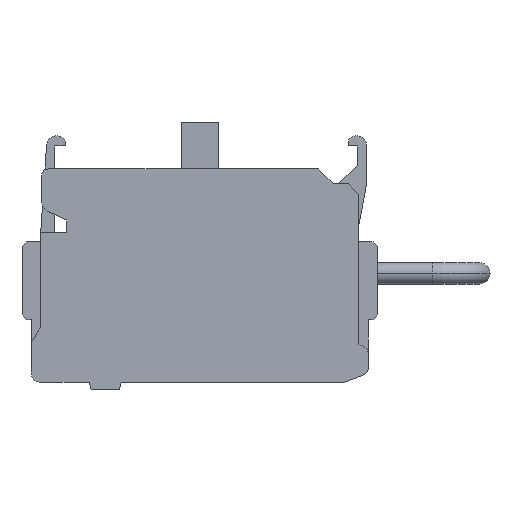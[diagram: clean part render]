
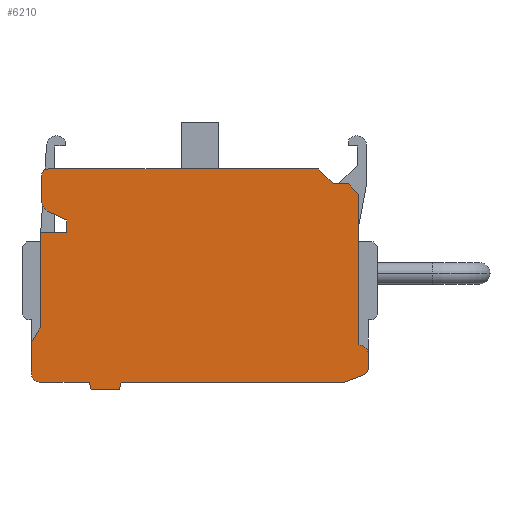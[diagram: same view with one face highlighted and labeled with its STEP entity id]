
A CAD part, left-side view. The second image highlights one B-rep face of the part: STEP entity #6210.
In plain terms, the highlighted planar face has unit normal (-1, 0, 0).
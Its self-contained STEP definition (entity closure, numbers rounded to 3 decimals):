
#5228=CARTESIAN_POINT('',(0.0,8.407,0.0));
#5229=VERTEX_POINT('',#5228);
#5230=CARTESIAN_POINT('',(0.0,8.607,-0.8));
#5231=VERTEX_POINT('',#5230);
#5232=CARTESIAN_POINT('',(0.,8.407,0.));
#5233=DIRECTION('',(0.,0.243,-0.97));
#5234=VECTOR('',#5233,0.825);
#5235=LINE('',#5232,#5234);
#5236=EDGE_CURVE('',#5229,#5231,#5235,.T.);
#5268=CARTESIAN_POINT('',(0.0,11.607,-0.8));
#5269=VERTEX_POINT('',#5268);
#5270=CARTESIAN_POINT('',(0.0,8.607,-0.8));
#5271=DIRECTION('',(0.0,1.0,0.0));
#5272=VECTOR('',#5271,3.0);
#5273=LINE('',#5270,#5272);
#5274=EDGE_CURVE('',#5231,#5269,#5273,.T.);
#5299=CARTESIAN_POINT('',(0.0,11.807,0.0));
#5300=VERTEX_POINT('',#5299);
#5301=CARTESIAN_POINT('',(0.,11.607,-0.8));
#5302=DIRECTION('',(0.,0.243,0.97));
#5303=VECTOR('',#5302,0.825);
#5304=LINE('',#5301,#5303);
#5305=EDGE_CURVE('',#5269,#5300,#5304,.T.);
#5331=CARTESIAN_POINT('',(0.0,17.,0.0));
#5332=VERTEX_POINT('',#5331);
#5333=CARTESIAN_POINT('',(0.0,11.807,0.0));
#5334=DIRECTION('',(0.0,1.0,0.0));
#5335=VECTOR('',#5334,5.193);
#5336=LINE('',#5333,#5335);
#5337=EDGE_CURVE('',#5300,#5332,#5336,.T.);
#5370=CARTESIAN_POINT('',(0.0,-15.425,0.0));
#5371=VERTEX_POINT('',#5370);
#5378=CARTESIAN_POINT('',(0.0,-15.425,0.0));
#5379=DIRECTION('',(0.0,1.0,0.0));
#5380=VECTOR('',#5379,23.832);
#5381=LINE('',#5378,#5380);
#5382=EDGE_CURVE('',#5371,#5229,#5381,.T.);
#5541=CARTESIAN_POINT('',(0.0,16.936,22.));
#5542=VERTEX_POINT('',#5541);
#5549=CARTESIAN_POINT('',(0.0,16.136,22.8));
#5550=VERTEX_POINT('',#5549);
#5551=CARTESIAN_POINT('',(0.0,16.136,22.));
#5552=DIRECTION('',(1.0,0.,0.));
#5553=DIRECTION('',(0.,0.707,0.707));
#5554=AXIS2_PLACEMENT_3D('',#5551,#5552,#5553);
#5555=CIRCLE('',#5554,0.8);
#5556=EDGE_CURVE('',#5542,#5550,#5555,.T.);
#5597=CARTESIAN_POINT('',(0.0,16.936,19.388));
#5598=VERTEX_POINT('',#5597);
#5605=CARTESIAN_POINT('',(0.,16.936,19.388));
#5606=DIRECTION('',(0.0,0.0,1.0));
#5607=VECTOR('',#5606,2.612);
#5608=LINE('',#5605,#5607);
#5609=EDGE_CURVE('',#5598,#5542,#5608,.T.);
#5646=CARTESIAN_POINT('',(0.0,16.274,18.293));
#5647=VERTEX_POINT('',#5646);
#5654=CARTESIAN_POINT('',(0.0,15.619,19.437));
#5655=DIRECTION('',(1.0,0.,0.));
#5656=DIRECTION('',(0.,0.856,-0.517));
#5657=AXIS2_PLACEMENT_3D('',#5654,#5655,#5656);
#5658=CIRCLE('',#5657,1.318);
#5659=EDGE_CURVE('',#5647,#5598,#5658,.T.);
#5695=CARTESIAN_POINT('',(0.0,14.223,17.347));
#5696=VERTEX_POINT('',#5695);
#5703=CARTESIAN_POINT('',(0.,14.223,17.347));
#5704=DIRECTION('',(0.,0.908,0.419));
#5705=VECTOR('',#5704,2.259);
#5706=LINE('',#5703,#5705);
#5707=EDGE_CURVE('',#5696,#5647,#5706,.T.);
#5720=CARTESIAN_POINT('',(0.0,14.223,15.989));
#5721=VERTEX_POINT('',#5720);
#5728=CARTESIAN_POINT('',(0.,14.223,15.989));
#5729=DIRECTION('',(0.0,0.0,1.0));
#5730=VECTOR('',#5729,1.358);
#5731=LINE('',#5728,#5730);
#5732=EDGE_CURVE('',#5721,#5696,#5731,.T.);
#5760=CARTESIAN_POINT('',(0.0,17.,15.989));
#5761=VERTEX_POINT('',#5760);
#5768=CARTESIAN_POINT('',(0.0,17.,15.989));
#5769=DIRECTION('',(0.0,-1.0,0.0));
#5770=VECTOR('',#5769,2.777);
#5771=LINE('',#5768,#5770);
#5772=EDGE_CURVE('',#5761,#5721,#5771,.T.);
#5789=CARTESIAN_POINT('',(0.0,18.,1.0));
#5790=VERTEX_POINT('',#5789);
#5791=CARTESIAN_POINT('',(0.0,17.,1.0));
#5792=DIRECTION('',(1.0,0.,0.));
#5793=DIRECTION('',(0.,0.707,-0.707));
#5794=AXIS2_PLACEMENT_3D('',#5791,#5792,#5793);
#5795=CIRCLE('',#5794,1.0);
#5796=EDGE_CURVE('',#5332,#5790,#5795,.T.);
#5822=CARTESIAN_POINT('',(0.0,18.,4.236));
#5823=VERTEX_POINT('',#5822);
#5824=CARTESIAN_POINT('',(0.,18.,1.0));
#5825=DIRECTION('',(0.0,0.0,1.0));
#5826=VECTOR('',#5825,3.236);
#5827=LINE('',#5824,#5826);
#5828=EDGE_CURVE('',#5790,#5823,#5827,.T.);
#5853=CARTESIAN_POINT('',(0.0,17.,5.931));
#5854=VERTEX_POINT('',#5853);
#5855=CARTESIAN_POINT('',(0.,18.,4.236));
#5856=DIRECTION('',(0.,-0.508,0.861));
#5857=VECTOR('',#5856,1.968);
#5858=LINE('',#5855,#5857);
#5859=EDGE_CURVE('',#5823,#5854,#5858,.T.);
#5884=CARTESIAN_POINT('',(0.,17.,5.931));
#5885=DIRECTION('',(0.0,0.0,1.0));
#5886=VECTOR('',#5885,10.059);
#5887=LINE('',#5884,#5886);
#5888=EDGE_CURVE('',#5854,#5761,#5887,.T.);
#5908=CARTESIAN_POINT('',(0.0,-12.662,22.8));
#5909=VERTEX_POINT('',#5908);
#5910=CARTESIAN_POINT('',(0.,16.136,22.8));
#5911=DIRECTION('',(0.0,-1.0,0.0));
#5912=VECTOR('',#5911,28.798);
#5913=LINE('',#5910,#5912);
#5914=EDGE_CURVE('',#5550,#5909,#5913,.T.);
#5941=CARTESIAN_POINT('',(0.0,-14.262,21.2));
#5942=VERTEX_POINT('',#5941);
#5943=CARTESIAN_POINT('',(0.,-12.662,22.8));
#5944=DIRECTION('',(0.,-0.707,-0.707));
#5945=VECTOR('',#5944,2.263);
#5946=LINE('',#5943,#5945);
#5947=EDGE_CURVE('',#5909,#5942,#5946,.T.);
#5972=CARTESIAN_POINT('',(0.0,-15.9,21.2));
#5973=VERTEX_POINT('',#5972);
#5974=CARTESIAN_POINT('',(0.,-14.262,21.2));
#5975=DIRECTION('',(0.0,-1.0,0.0));
#5976=VECTOR('',#5975,1.638);
#5977=LINE('',#5974,#5976);
#5978=EDGE_CURVE('',#5942,#5973,#5977,.T.);
#6003=CARTESIAN_POINT('',(0.0,-17.,20.1));
#6004=VERTEX_POINT('',#6003);
#6005=CARTESIAN_POINT('',(0.,-15.9,21.2));
#6006=DIRECTION('',(0.,-0.707,-0.707));
#6007=VECTOR('',#6006,1.556);
#6008=LINE('',#6005,#6007);
#6009=EDGE_CURVE('',#5973,#6004,#6008,.T.);
#6034=CARTESIAN_POINT('',(0.0,-17.,4.0));
#6035=VERTEX_POINT('',#6034);
#6036=CARTESIAN_POINT('',(0.,-17.,20.1));
#6037=DIRECTION('',(0.0,0.0,-1.0));
#6038=VECTOR('',#6037,16.1);
#6039=LINE('',#6036,#6038);
#6040=EDGE_CURVE('',#6004,#6035,#6039,.T.);
#6065=CARTESIAN_POINT('',(0.0,-18.,3.));
#6066=VERTEX_POINT('',#6065);
#6067=CARTESIAN_POINT('',(0.0,-17.,3.));
#6068=DIRECTION('',(1.0,0.,0.));
#6069=DIRECTION('',(0.,-0.707,0.707));
#6070=AXIS2_PLACEMENT_3D('',#6067,#6068,#6069);
#6071=CIRCLE('',#6070,1.);
#6072=EDGE_CURVE('',#6035,#6066,#6071,.T.);
#6098=CARTESIAN_POINT('',(0.0,-18.,1.5));
#6099=VERTEX_POINT('',#6098);
#6100=CARTESIAN_POINT('',(0.,-18.,3.));
#6101=DIRECTION('',(0.0,0.0,-1.0));
#6102=VECTOR('',#6101,1.5);
#6103=LINE('',#6100,#6102);
#6104=EDGE_CURVE('',#6066,#6099,#6103,.T.);
#6129=CARTESIAN_POINT('',(0.0,-17.496,0.803));
#6130=VERTEX_POINT('',#6129);
#6131=CARTESIAN_POINT('',(0.0,-17.177,1.565));
#6132=DIRECTION('',(1.0,0.,0.));
#6133=DIRECTION('',(0.,-0.81,-0.586));
#6134=AXIS2_PLACEMENT_3D('',#6131,#6132,#6133);
#6135=CIRCLE('',#6134,0.826);
#6136=EDGE_CURVE('',#6099,#6130,#6135,.T.);
#6162=CARTESIAN_POINT('',(0.,-17.496,0.803));
#6163=DIRECTION('',(0.,0.932,-0.362));
#6164=VECTOR('',#6163,2.222);
#6165=LINE('',#6162,#6164);
#6166=EDGE_CURVE('',#6130,#5371,#6165,.T.);
#6179=CARTESIAN_POINT('',(0.0,0.764,11.262));
#6180=DIRECTION('',(-1.0,0.0,0.0));
#6181=DIRECTION('',(0.0,0.0,1.0));
#6182=AXIS2_PLACEMENT_3D('',#6179,#6180,#6181);
#6183=PLANE('',#6182);
#6184=ORIENTED_EDGE('',*,*,#5382,.F.);
#6185=ORIENTED_EDGE('',*,*,#6166,.F.);
#6186=ORIENTED_EDGE('',*,*,#6136,.F.);
#6187=ORIENTED_EDGE('',*,*,#6104,.F.);
#6188=ORIENTED_EDGE('',*,*,#6072,.F.);
#6189=ORIENTED_EDGE('',*,*,#6040,.F.);
#6190=ORIENTED_EDGE('',*,*,#6009,.F.);
#6191=ORIENTED_EDGE('',*,*,#5978,.F.);
#6192=ORIENTED_EDGE('',*,*,#5947,.F.);
#6193=ORIENTED_EDGE('',*,*,#5914,.F.);
#6194=ORIENTED_EDGE('',*,*,#5556,.F.);
#6195=ORIENTED_EDGE('',*,*,#5609,.F.);
#6196=ORIENTED_EDGE('',*,*,#5659,.F.);
#6197=ORIENTED_EDGE('',*,*,#5707,.F.);
#6198=ORIENTED_EDGE('',*,*,#5732,.F.);
#6199=ORIENTED_EDGE('',*,*,#5772,.F.);
#6200=ORIENTED_EDGE('',*,*,#5888,.F.);
#6201=ORIENTED_EDGE('',*,*,#5859,.F.);
#6202=ORIENTED_EDGE('',*,*,#5828,.F.);
#6203=ORIENTED_EDGE('',*,*,#5796,.F.);
#6204=ORIENTED_EDGE('',*,*,#5337,.F.);
#6205=ORIENTED_EDGE('',*,*,#5305,.F.);
#6206=ORIENTED_EDGE('',*,*,#5274,.F.);
#6207=ORIENTED_EDGE('',*,*,#5236,.F.);
#6208=EDGE_LOOP('',(#6184,#6185,#6186,#6187,#6188,#6189,#6190,#6191,#6192,#6193,#6194,#6195,#6196,#6197,#6198,#6199,#6200,#6201,#6202,#6203,#6204,#6205,#6206,#6207));
#6209=FACE_OUTER_BOUND('',#6208,.T.);
#6210=ADVANCED_FACE('',(#6209),#6183,.T.);
